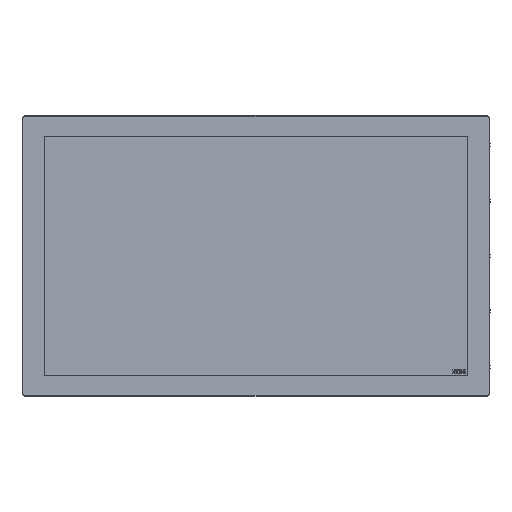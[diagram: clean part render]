
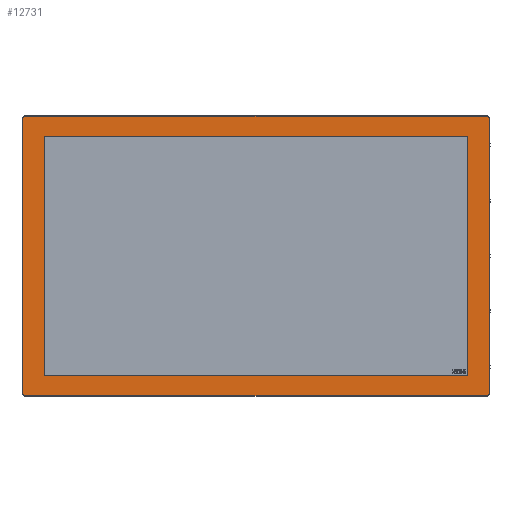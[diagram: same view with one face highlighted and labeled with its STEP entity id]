
A CAD part, front view. The second image highlights one B-rep face of the part: STEP entity #12731.
In plain terms, the highlighted planar face has unit normal (0, -1, 0).
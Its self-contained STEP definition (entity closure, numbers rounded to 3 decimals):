
#257=CIRCLE('',#13318,3.5);
#258=CIRCLE('',#13319,3.5);
#259=CIRCLE('',#13320,3.5);
#260=CIRCLE('',#13321,3.5);
#437=LINE('',#17766,#980);
#438=LINE('',#17770,#981);
#439=LINE('',#17774,#982);
#440=LINE('',#17778,#983);
#441=LINE('',#17779,#984);
#442=LINE('',#17782,#985);
#443=LINE('',#17784,#986);
#444=LINE('',#17786,#987);
#980=VECTOR('',#13924,1000.);
#981=VECTOR('',#13927,1000.);
#982=VECTOR('',#13930,1000.);
#983=VECTOR('',#13933,1000.);
#984=VECTOR('',#13934,1000.);
#985=VECTOR('',#13935,1000.);
#986=VECTOR('',#13936,1000.);
#987=VECTOR('',#13937,1000.);
#1816=ORIENTED_EDGE('',*,*,#4487,.T.);
#1817=ORIENTED_EDGE('',*,*,#4488,.T.);
#1818=ORIENTED_EDGE('',*,*,#4489,.T.);
#1819=ORIENTED_EDGE('',*,*,#4490,.T.);
#1820=ORIENTED_EDGE('',*,*,#4491,.T.);
#1821=ORIENTED_EDGE('',*,*,#4492,.T.);
#1822=ORIENTED_EDGE('',*,*,#4493,.T.);
#1823=ORIENTED_EDGE('',*,*,#4494,.T.);
#1824=ORIENTED_EDGE('',*,*,#4495,.T.);
#1825=ORIENTED_EDGE('',*,*,#4496,.T.);
#1826=ORIENTED_EDGE('',*,*,#4497,.T.);
#1827=ORIENTED_EDGE('',*,*,#4498,.T.);
#4487=EDGE_CURVE('',#5822,#5823,#257,.T.);
#4488=EDGE_CURVE('',#5823,#5824,#437,.T.);
#4489=EDGE_CURVE('',#5824,#5825,#258,.T.);
#4490=EDGE_CURVE('',#5825,#5826,#438,.T.);
#4491=EDGE_CURVE('',#5826,#5827,#259,.T.);
#4492=EDGE_CURVE('',#5827,#5828,#439,.T.);
#4493=EDGE_CURVE('',#5828,#5829,#260,.T.);
#4494=EDGE_CURVE('',#5829,#5822,#440,.T.);
#4495=EDGE_CURVE('',#5830,#5831,#441,.T.);
#4496=EDGE_CURVE('',#5831,#5832,#442,.T.);
#4497=EDGE_CURVE('',#5832,#5833,#443,.T.);
#4498=EDGE_CURVE('',#5833,#5830,#444,.T.);
#5822=VERTEX_POINT('',#17764);
#5823=VERTEX_POINT('',#17765);
#5824=VERTEX_POINT('',#17767);
#5825=VERTEX_POINT('',#17769);
#5826=VERTEX_POINT('',#17771);
#5827=VERTEX_POINT('',#17773);
#5828=VERTEX_POINT('',#17775);
#5829=VERTEX_POINT('',#17777);
#5830=VERTEX_POINT('',#17780);
#5831=VERTEX_POINT('',#17781);
#5832=VERTEX_POINT('',#17783);
#5833=VERTEX_POINT('',#17785);
#7139=EDGE_LOOP('',(#1816,#1817,#1818,#1819,#1820,#1821,#1822,#1823));
#7140=EDGE_LOOP('',(#1824,#1825,#1826,#1827));
#7798=FACE_BOUND('',#7139,.T.);
#7799=FACE_BOUND('',#7140,.T.);
#8407=PLANE('',#13317);
#12731=ADVANCED_FACE('',(#7798,#7799),#8407,.T.);
#13317=AXIS2_PLACEMENT_3D('',#17762,#13920,#13921);
#13318=AXIS2_PLACEMENT_3D('',#17763,#13922,#13923);
#13319=AXIS2_PLACEMENT_3D('',#17768,#13925,#13926);
#13320=AXIS2_PLACEMENT_3D('',#17772,#13928,#13929);
#13321=AXIS2_PLACEMENT_3D('',#17776,#13931,#13932);
#13920=DIRECTION('',(0.,-1.,0.));
#13921=DIRECTION('',(0.,0.,-1.));
#13922=DIRECTION('',(0.,-1.,0.));
#13923=DIRECTION('',(0.,0.,-1.));
#13924=DIRECTION('',(1.,0.,0.));
#13925=DIRECTION('',(0.,-1.,0.));
#13926=DIRECTION('',(0.,0.,-1.));
#13927=DIRECTION('',(0.,0.,1.));
#13928=DIRECTION('',(0.,-1.,0.));
#13929=DIRECTION('',(0.,0.,-1.));
#13930=DIRECTION('',(-1.,0.,0.));
#13931=DIRECTION('',(0.,-1.,0.));
#13932=DIRECTION('',(0.,0.,-1.));
#13933=DIRECTION('',(0.,0.,-1.));
#13934=DIRECTION('',(1.,0.,0.));
#13935=DIRECTION('',(0.,0.,-1.));
#13936=DIRECTION('',(-1.,0.,0.));
#13937=DIRECTION('',(0.,0.,1.));
#17762=CARTESIAN_POINT('',(0.,-5.5,0.));
#17763=CARTESIAN_POINT('',(-383.1,-5.5,-228.35));
#17764=CARTESIAN_POINT('',(-386.6,-5.5,-228.35));
#17765=CARTESIAN_POINT('',(-383.1,-5.5,-231.85));
#17766=CARTESIAN_POINT('',(383.1,-5.5,-231.85));
#17767=CARTESIAN_POINT('',(383.1,-5.5,-231.85));
#17768=CARTESIAN_POINT('',(383.1,-5.5,-228.35));
#17769=CARTESIAN_POINT('',(386.6,-5.5,-228.35));
#17770=CARTESIAN_POINT('',(386.6,-5.5,228.35));
#17771=CARTESIAN_POINT('',(386.6,-5.5,228.35));
#17772=CARTESIAN_POINT('',(383.1,-5.5,228.35));
#17773=CARTESIAN_POINT('',(383.1,-5.5,231.85));
#17774=CARTESIAN_POINT('',(-383.1,-5.5,231.85));
#17775=CARTESIAN_POINT('',(-383.1,-5.5,231.85));
#17776=CARTESIAN_POINT('',(-383.1,-5.5,228.35));
#17777=CARTESIAN_POINT('',(-386.6,-5.5,228.35));
#17778=CARTESIAN_POINT('',(-386.6,-5.5,-228.35));
#17779=CARTESIAN_POINT('',(-351.2,-5.5,198.4));
#17780=CARTESIAN_POINT('',(-351.2,-5.5,198.4));
#17781=CARTESIAN_POINT('',(351.2,-5.5,198.4));
#17782=CARTESIAN_POINT('',(351.2,-5.5,198.4));
#17783=CARTESIAN_POINT('',(351.2,-5.5,-198.4));
#17784=CARTESIAN_POINT('',(351.2,-5.5,-198.4));
#17785=CARTESIAN_POINT('',(-351.2,-5.5,-198.4));
#17786=CARTESIAN_POINT('',(-351.2,-5.5,-198.4));
